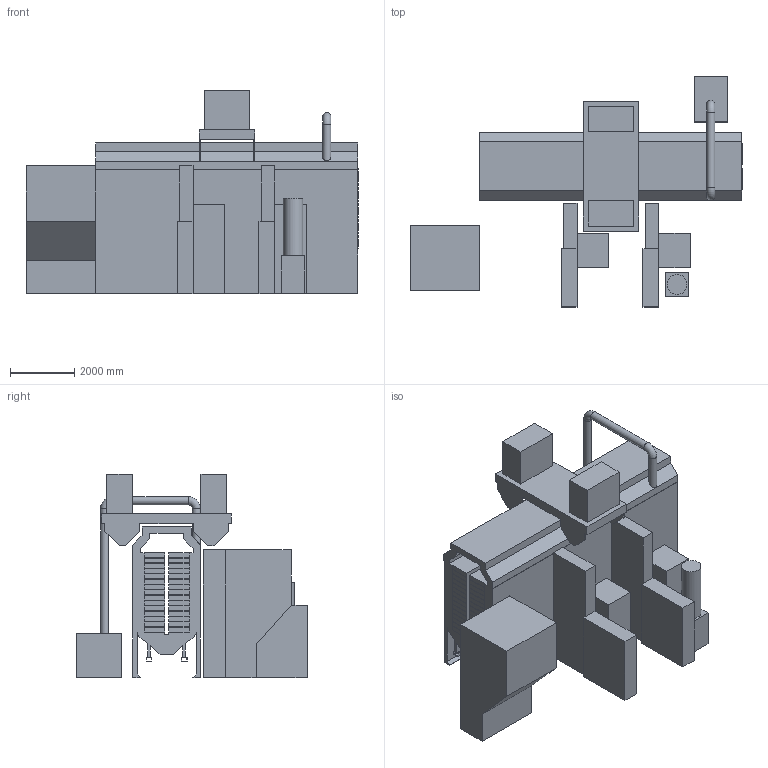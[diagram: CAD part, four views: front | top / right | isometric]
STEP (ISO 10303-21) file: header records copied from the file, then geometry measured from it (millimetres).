
FILE_DESCRIPTION(/* description */ (''),/* implementation_level */ '2;1');
FILE_NAME(/* name */ '_K16076-002_BLASTER-ROUGH.stp',/* time_stamp */ '2026-01-29T13:51:23-05:00',/* author */ ('sf81851'),/* organization */ (''),/* preprocessor_version */ 'ST-DEVELOPER v20',/* originating_system */ 'Autodesk Inventor 2024',/* authorisation */ '');
FILE_SCHEMA (('AUTOMOTIVE_DESIGN { 1 0 10303 214 3 1 1 }'));
Length unit declared in the file: inch
Products named in the file (1): _K16076-002_BLASTER
Bounding box: 10298.11 x 7138.34 x 6299.2 mm (x, y, z)
Volume: 91330431943.5 mm3; surface area: 415585763 mm2
Topology: 6 solids, 6 shells, 417 faces, 1194 edges, 794 vertices
Faces by surface type: plane 393, cylinder 22, torus 2
Full cylindrical faces by diameter (mm): 254 x3, 609.6 x1
Entity records: 13667 total; most frequent: CARTESIAN_POINT 2406, ORIENTED_EDGE 2388, DIRECTION 2080, EDGE_CURVE 1194, LINE 1144, VECTOR 1144, VERTEX_POINT 794, AXIS2_PLACEMENT_3D 468
